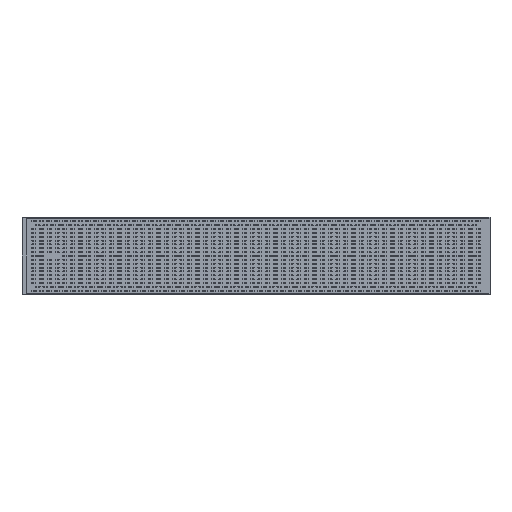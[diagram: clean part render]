
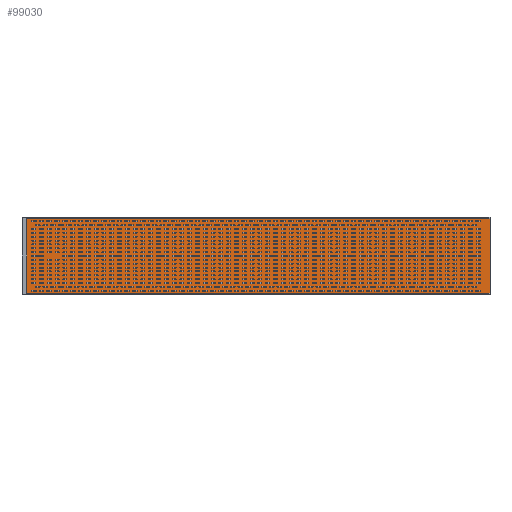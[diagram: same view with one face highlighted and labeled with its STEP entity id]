
A CAD part, top view. The second image highlights one B-rep face of the part: STEP entity #99030.
In plain terms, the highlighted planar face has unit normal (0, 0, 1).
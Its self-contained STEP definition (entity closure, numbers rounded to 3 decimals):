
#20518=FACE_OUTER_BOUND('',#24701,.T.);
#24701=EDGE_LOOP('',(#78174,#78175,#78176,#78177));
#28888=LINE('',#148629,#37132);
#28889=LINE('',#148631,#37133);
#28890=LINE('',#148633,#37134);
#28891=LINE('',#148634,#37135);
#37132=VECTOR('',#115607,1.);
#37133=VECTOR('',#115608,1.);
#37134=VECTOR('',#115609,1.);
#37135=VECTOR('',#115610,1.);
#45376=VERTEX_POINT('',#148627);
#45377=VERTEX_POINT('',#148628);
#45378=VERTEX_POINT('',#148630);
#45379=VERTEX_POINT('',#148632);
#61723=EDGE_CURVE('',#45376,#45377,#28888,.T.);
#61724=EDGE_CURVE('',#45378,#45377,#28889,.T.);
#61725=EDGE_CURVE('',#45379,#45378,#28890,.F.);
#61726=EDGE_CURVE('',#45379,#45376,#28891,.T.);
#78174=ORIENTED_EDGE('',*,*,#61723,.T.);
#78175=ORIENTED_EDGE('',*,*,#61724,.F.);
#78176=ORIENTED_EDGE('',*,*,#61725,.F.);
#78177=ORIENTED_EDGE('',*,*,#61726,.T.);
#94905=PLANE('',#103215);
#99030=ADVANCED_FACE('',(#20518),#94905,.T.);
#103215=AXIS2_PLACEMENT_3D('',#148626,#115605,#115606);
#115605=DIRECTION('center_axis',(0.,0.,1.));
#115606=DIRECTION('ref_axis',(1.,0.,0.));
#115607=DIRECTION('',(-1.,0.,0.));
#115608=DIRECTION('',(0.,1.,0.));
#115609=DIRECTION('',(1.,0.,0.));
#115610=DIRECTION('',(0.,1.,0.));
#148626=CARTESIAN_POINT('Origin',(1351.37,228.743,-37.6));
#148627=CARTESIAN_POINT('',(2866.37,475.843,-37.6));
#148628=CARTESIAN_POINT('',(-132.64,475.843,-37.6));
#148629=CARTESIAN_POINT('',(-132.635,475.843,-37.6));
#148630=CARTESIAN_POINT('',(-132.64,-18.357,-37.6));
#148631=CARTESIAN_POINT('',(-132.64,228.743,-37.6));
#148632=CARTESIAN_POINT('',(2866.37,-18.357,-37.6));
#148633=CARTESIAN_POINT('',(-132.635,-18.357,-37.6));
#148634=CARTESIAN_POINT('',(2866.37,228.743,-37.6));
